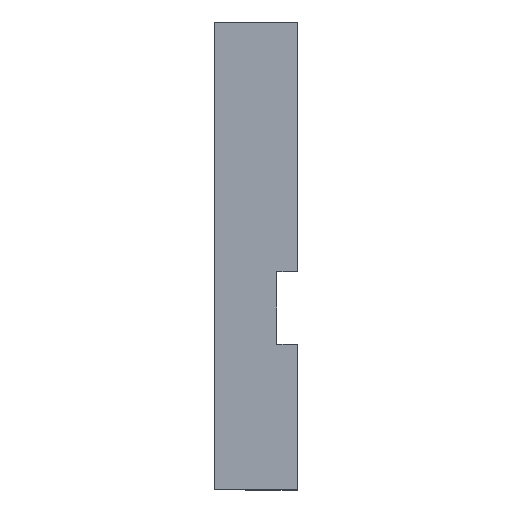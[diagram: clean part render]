
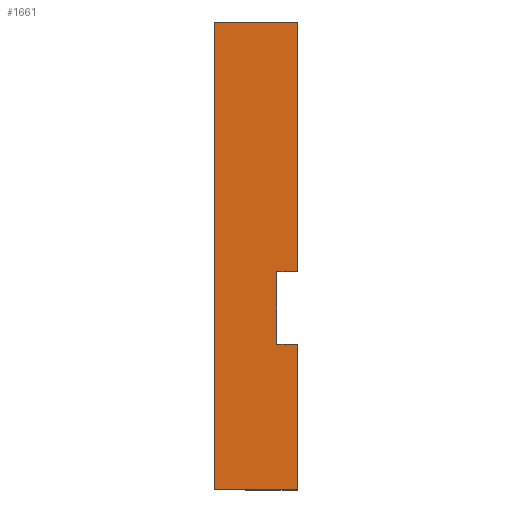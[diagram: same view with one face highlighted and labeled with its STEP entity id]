
A CAD part, left-side view. The second image highlights one B-rep face of the part: STEP entity #1661.
In plain terms, the highlighted planar face has unit normal (-1, 0, 0).
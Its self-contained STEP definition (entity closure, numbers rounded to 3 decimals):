
#1195=EDGE_CURVE('',#2459,#2287,#3476,.T.);
#1219=EDGE_CURVE('',#2287,#3237,#3502,.T.);
#1547=EDGE_CURVE('',#1963,#3237,#3865,.T.);
#1597=VERTEX_POINT('',#3918);
#1661=ADVANCED_FACE('',(#3991),#3992,.T.);
#1847=VERTEX_POINT('',#4199);
#1963=VERTEX_POINT('',#4331);
#2067=VERTEX_POINT('',#4451);
#2287=VERTEX_POINT('',#4696);
#2305=VERTEX_POINT('',#4717);
#2459=VERTEX_POINT('',#4892);
#2559=EDGE_CURVE('',#1963,#1847,#5006,.T.);
#2585=EDGE_CURVE('',#1847,#2305,#5034,.T.);
#2645=EDGE_CURVE('',#1597,#2459,#5101,.T.);
#2659=EDGE_CURVE('',#2305,#2067,#5118,.T.);
#3217=EDGE_CURVE('',#2067,#1597,#5752,.T.);
#3237=VERTEX_POINT('',#5773);
#3476=LINE('',#6037,#6038);
#3502=LINE('',#6072,#6073);
#3865=LINE('',#6556,#6557);
#3918=CARTESIAN_POINT('',(-19.0,0.,42.0));
#3991=FACE_OUTER_BOUND('',#6712,.T.);
#3992=PLANE('',#6713);
#4199=CARTESIAN_POINT('',(-19.0,0.,28.0));
#4331=CARTESIAN_POINT('',(-19.0,0.,0.0));
#4451=CARTESIAN_POINT('',(-19.0,4.,42.0));
#4696=CARTESIAN_POINT('',(-19.0,16.0,90.0));
#4717=CARTESIAN_POINT('',(-19.0,4.,28.0));
#4892=CARTESIAN_POINT('',(-19.0,0.,90.0));
#5006=LINE('',#8022,#8023);
#5034=LINE('',#8057,#8058);
#5101=LINE('',#8147,#8148);
#5118=LINE('',#8169,#8170);
#5752=LINE('',#9003,#9004);
#5773=CARTESIAN_POINT('',(-19.0,16.0,0.0));
#6037=CARTESIAN_POINT('',(-19.0,0.,90.0));
#6038=VECTOR('',#9346,1.0);
#6072=CARTESIAN_POINT('',(-19.0,16.0,0.0));
#6073=VECTOR('',#9379,1.0);
#6556=CARTESIAN_POINT('',(-19.0,0.,0.0));
#6557=VECTOR('',#9833,1.0);
#6712=EDGE_LOOP('',(#10002,#10003,#10004,#10005,#10006,#10007,#10008,#10009));
#6713=AXIS2_PLACEMENT_3D('',#10010,#10011,#10012);
#8022=CARTESIAN_POINT('',(-19.0,0.,0.0));
#8023=VECTOR('',#11419,1.0);
#8057=CARTESIAN_POINT('',(-19.0,2.,28.0));
#8058=VECTOR('',#11446,1.0);
#8147=CARTESIAN_POINT('',(-19.0,0.,0.0));
#8148=VECTOR('',#11535,1.0);
#8169=CARTESIAN_POINT('',(-19.0,4.,66.0));
#8170=VECTOR('',#11564,1.0);
#9003=CARTESIAN_POINT('',(-19.0,0.,42.0));
#9004=VECTOR('',#12493,1.0);
#9346=DIRECTION('',(0.,1.0,0.));
#9379=DIRECTION('',(0.,0.,-1.0));
#9833=DIRECTION('',(0.,1.0,0.));
#10002=ORIENTED_EDGE('',*,*,#3217,.T.);
#10003=ORIENTED_EDGE('',*,*,#2645,.T.);
#10004=ORIENTED_EDGE('',*,*,#1195,.T.);
#10005=ORIENTED_EDGE('',*,*,#1219,.T.);
#10006=ORIENTED_EDGE('',*,*,#1547,.F.);
#10007=ORIENTED_EDGE('',*,*,#2559,.T.);
#10008=ORIENTED_EDGE('',*,*,#2585,.T.);
#10009=ORIENTED_EDGE('',*,*,#2659,.T.);
#10010=CARTESIAN_POINT('',(-19.0,0.,90.0));
#10011=DIRECTION('',(-1.0,0.,0.0));
#10012=DIRECTION('',(0.,-1.0,0.));
#11419=DIRECTION('',(0.,0.,1.0));
#11446=DIRECTION('',(0.,1.0,0.0));
#11535=DIRECTION('',(0.,0.,1.0));
#11564=DIRECTION('',(0.0,0.0,1.0));
#12493=DIRECTION('',(0.,-1.0,0.0));
